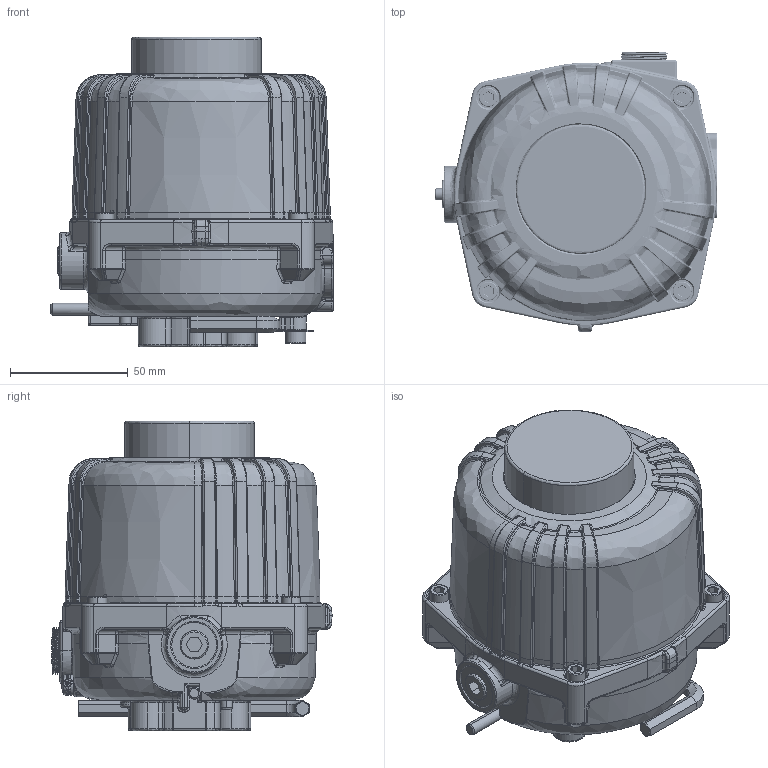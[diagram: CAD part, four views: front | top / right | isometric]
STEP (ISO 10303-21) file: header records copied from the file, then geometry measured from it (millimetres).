
FILE_DESCRIPTION (( 'STEP AP203' ), '1' );
FILE_NAME ('RCEL003.STEP', '2018-08-16T12:43:30', ( '' ), ( '' ), 'SwSTEP 2.0', 'SolidWorks 2018', '' );
FILE_SCHEMA (( 'CONFIG_CONTROL_DESIGN' ));
Length unit declared in the file: millimetre
Products named in the file (1): RCEL003
Bounding box: 119.83 x 118.9 x 131.5 mm (x, y, z)
Volume: 974242 mm3; surface area: 72376 mm2
Topology: 1 solids, 2 shells, 2269 faces, 6501 edges, 4155 vertices
Faces by surface type: cylinder 1075, bspline 776, plane 331, cone 82, torus 5
Entity records: 156418 total; most frequent: CARTESIAN_POINT 106731, ORIENTED_EDGE 12768, DIRECTION 7240, EDGE_CURVE 6384, VERTEX_POINT 4155, B_SPLINE_CURVE_WITH_KNOTS 3112, AXIS2_PLACEMENT_3D 2724, EDGE_LOOP 2307
